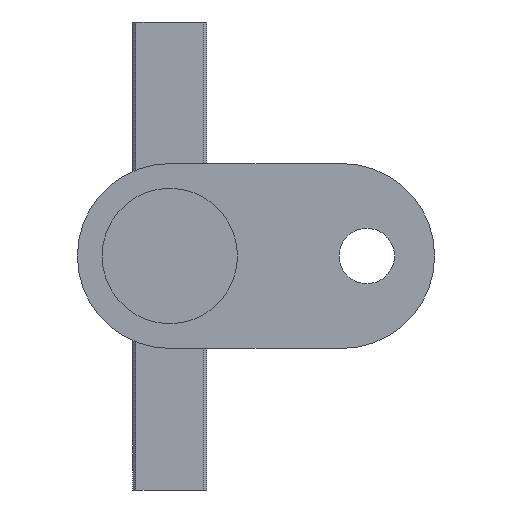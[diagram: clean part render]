
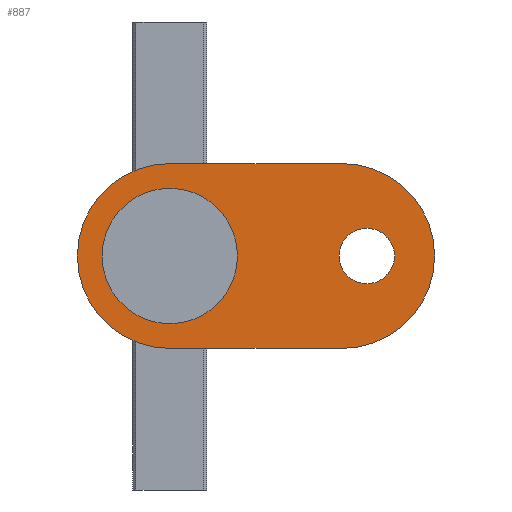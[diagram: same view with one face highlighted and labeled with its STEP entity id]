
A CAD part, front view. The second image highlights one B-rep face of the part: STEP entity #887.
In plain terms, the highlighted planar face has unit normal (0, -1, 0).
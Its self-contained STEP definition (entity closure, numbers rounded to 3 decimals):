
#2 = CIRCLE ( 'NONE', #1558, 2.25 ) ;
#29 = ORIENTED_EDGE ( 'NONE', *, *, #2731, .F. ) ;
#48 = VECTOR ( 'NONE', #3203, 1000. ) ;
#144 = CARTESIAN_POINT ( 'NONE',  ( -14.5, 0., -7.5 ) ) ;
#167 = VERTEX_POINT ( 'NONE', #1042 ) ;
#175 = ORIENTED_EDGE ( 'NONE', *, *, #2589, .F. ) ;
#176 = EDGE_LOOP ( 'NONE', ( #1092, #29, #866, #1740 ) ) ;
#210 = ORIENTED_EDGE ( 'NONE', *, *, #2670, .F. ) ;
#233 = CARTESIAN_POINT ( 'NONE',  ( -7., 0., 7.5 ) ) ;
#303 = VECTOR ( 'NONE', #1037, 1000. ) ;
#374 = EDGE_LOOP ( 'NONE', ( #210, #175 ) ) ;
#526 = ORIENTED_EDGE ( 'NONE', *, *, #2627, .F. ) ;
#609 = VERTEX_POINT ( 'NONE', #3224 ) ;
#731 = DIRECTION ( 'NONE',  ( 0., -1., 0. ) ) ;
#777 = CIRCLE ( 'NONE', #1475, 7.5 ) ;
#866 = ORIENTED_EDGE ( 'NONE', *, *, #2679, .F. ) ;
#887 = ADVANCED_FACE ( 'NONE', ( #2114, #3232, #3904 ), #2601, .F. ) ;
#937 = VERTEX_POINT ( 'NONE', #2437 ) ;
#984 = VERTEX_POINT ( 'NONE', #2326 ) ;
#1013 = DIRECTION ( 'NONE',  ( 0., 0., -1. ) ) ;
#1037 = DIRECTION ( 'NONE',  ( 1., 0., 0. ) ) ;
#1042 = CARTESIAN_POINT ( 'NONE',  ( -7., 0., -7.5 ) ) ;
#1092 = ORIENTED_EDGE ( 'NONE', *, *, #2728, .F. ) ;
#1254 = DIRECTION ( 'NONE',  ( 0., 0., -1. ) ) ;
#1255 = CARTESIAN_POINT ( 'NONE',  ( 9., 0., 2.25 ) ) ;
#1293 = CARTESIAN_POINT ( 'NONE',  ( -7., 0., 0. ) ) ;
#1472 = AXIS2_PLACEMENT_3D ( 'NONE', #2932, #2919, #2872 ) ;
#1475 = AXIS2_PLACEMENT_3D ( 'NONE', #2988, #2968, #2957 ) ;
#1481 = AXIS2_PLACEMENT_3D ( 'NONE', #3172, #3151, #3123 ) ;
#1503 = VERTEX_POINT ( 'NONE', #1255 ) ;
#1505 = AXIS2_PLACEMENT_3D ( 'NONE', #1293, #3049, #1013 ) ;
#1558 = AXIS2_PLACEMENT_3D ( 'NONE', #3810, #3824, #3849 ) ;
#1584 = LINE ( 'NONE', #144, #48 ) ;
#1620 = AXIS2_PLACEMENT_3D ( 'NONE', #3023, #731, #1254 ) ;
#1740 = ORIENTED_EDGE ( 'NONE', *, *, #2736, .T. ) ;
#1958 = CARTESIAN_POINT ( 'NONE',  ( 7., 0., -7.5 ) ) ;
#1989 = VERTEX_POINT ( 'NONE', #233 ) ;
#2114 = FACE_BOUND ( 'NONE', #374, .T. ) ;
#2181 = CARTESIAN_POINT ( 'NONE',  ( -14.5, 0., 7.5 ) ) ;
#2234 = AXIS2_PLACEMENT_3D ( 'NONE', #2572, #2555, #2547 ) ;
#2326 = CARTESIAN_POINT ( 'NONE',  ( -7., 0., 5.5 ) ) ;
#2437 = CARTESIAN_POINT ( 'NONE',  ( 7., 0., 7.5 ) ) ;
#2517 = CIRCLE ( 'NONE', #1481, 2.25 ) ;
#2547 = DIRECTION ( 'NONE',  ( 0., 0., 1. ) ) ;
#2555 = DIRECTION ( 'NONE',  ( 0., 1., 0. ) ) ;
#2572 = CARTESIAN_POINT ( 'NONE',  ( -14.5, 0., 7.5 ) ) ;
#2589 = EDGE_CURVE ( 'NONE', #984, #3236, #2898, .T. ) ;
#2601 = PLANE ( 'NONE',  #2234 ) ;
#2627 = EDGE_CURVE ( 'NONE', #1503, #609, #2, .T. ) ;
#2670 = EDGE_CURVE ( 'NONE', #3236, #984, #2948, .T. ) ;
#2679 = EDGE_CURVE ( 'NONE', #1989, #937, #2838, .T. ) ;
#2719 = EDGE_CURVE ( 'NONE', #609, #1503, #2517, .T. ) ;
#2728 = EDGE_CURVE ( 'NONE', #3885, #167, #1584, .T. ) ;
#2731 = EDGE_CURVE ( 'NONE', #937, #3885, #777, .T. ) ;
#2736 = EDGE_CURVE ( 'NONE', #1989, #167, #3313, .T. ) ;
#2838 = LINE ( 'NONE', #2181, #303 ) ;
#2872 = DIRECTION ( 'NONE',  ( 0., 0., 1. ) ) ;
#2898 = CIRCLE ( 'NONE', #1620, 5.5 ) ;
#2919 = DIRECTION ( 'NONE',  ( 0., -1., 0. ) ) ;
#2932 = CARTESIAN_POINT ( 'NONE',  ( -7., 0., 0. ) ) ;
#2948 = CIRCLE ( 'NONE', #1505, 5.5 ) ;
#2957 = DIRECTION ( 'NONE',  ( 0., 0., 1. ) ) ;
#2968 = DIRECTION ( 'NONE',  ( 0., 1., 0. ) ) ;
#2988 = CARTESIAN_POINT ( 'NONE',  ( 7., 0., 0. ) ) ;
#3023 = CARTESIAN_POINT ( 'NONE',  ( -7., 0., 0. ) ) ;
#3049 = DIRECTION ( 'NONE',  ( 0., -1., 0. ) ) ;
#3123 = DIRECTION ( 'NONE',  ( 0., 0., -1. ) ) ;
#3151 = DIRECTION ( 'NONE',  ( 0., -1., 0. ) ) ;
#3172 = CARTESIAN_POINT ( 'NONE',  ( 9., 0., 0. ) ) ;
#3203 = DIRECTION ( 'NONE',  ( -1., 0., 0. ) ) ;
#3224 = CARTESIAN_POINT ( 'NONE',  ( 9., 0., -2.25 ) ) ;
#3232 = FACE_BOUND ( 'NONE', #3244, .T. ) ;
#3236 = VERTEX_POINT ( 'NONE', #3649 ) ;
#3244 = EDGE_LOOP ( 'NONE', ( #3294, #526 ) ) ;
#3294 = ORIENTED_EDGE ( 'NONE', *, *, #2719, .F. ) ;
#3313 = CIRCLE ( 'NONE', #1472, 7.5 ) ;
#3649 = CARTESIAN_POINT ( 'NONE',  ( -7., 0., -5.5 ) ) ;
#3810 = CARTESIAN_POINT ( 'NONE',  ( 9., 0., 0. ) ) ;
#3824 = DIRECTION ( 'NONE',  ( 0., -1., 0. ) ) ;
#3849 = DIRECTION ( 'NONE',  ( 0., 0., -1. ) ) ;
#3885 = VERTEX_POINT ( 'NONE', #1958 ) ;
#3904 = FACE_OUTER_BOUND ( 'NONE', #176, .T. ) ;
